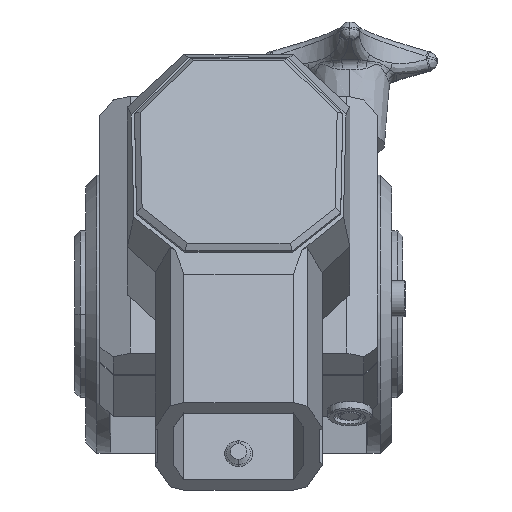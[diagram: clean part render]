
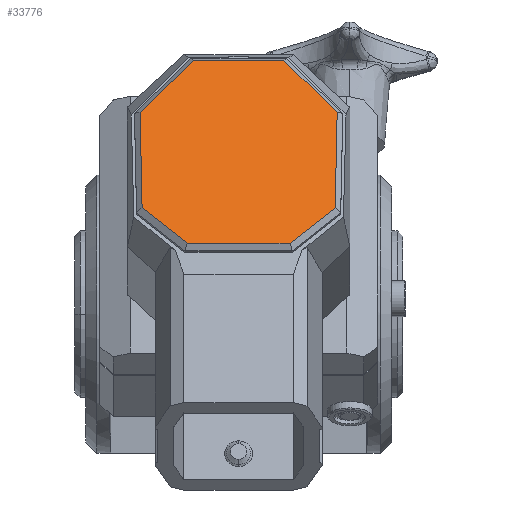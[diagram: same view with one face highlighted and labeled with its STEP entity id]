
A CAD part, front view. The second image highlights one B-rep face of the part: STEP entity #33776.
In plain terms, the highlighted face is planar.
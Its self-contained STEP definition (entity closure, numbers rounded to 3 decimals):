
#29217=DIRECTION('',(-0.682,0.,0.731));
#29218=VECTOR('',#29217,22.169);
#29219=CARTESIAN_POINT('',(38.95,0.,18.512));
#29220=LINE('',#29219,#29218);
#29224=DIRECTION('',(0.,0.,1.));
#29225=VECTOR('',#29224,37.024);
#29226=CARTESIAN_POINT('',(38.95,0.,-18.512));
#29227=LINE('',#29226,#29225);
#29231=DIRECTION('',(0.682,0.,0.731));
#29232=VECTOR('',#29231,22.169);
#29233=CARTESIAN_POINT('',(23.831,0.,-34.726));
#29234=LINE('',#29233,#29232);
#29238=DIRECTION('',(1.,0.,0.017));
#29239=VECTOR('',#29238,40.759);
#29240=CARTESIAN_POINT('',(-16.922,0.,-35.437));
#29241=LINE('',#29240,#29239);
#29245=DIRECTION('',(0.755,0.,-0.656));
#29246=VECTOR('',#29245,29.187);
#29247=CARTESIAN_POINT('',(-38.95,0.,-16.289));
#29248=LINE('',#29247,#29246);
#29252=DIRECTION('',(0.,0.,-1.));
#29253=VECTOR('',#29252,32.577);
#29254=CARTESIAN_POINT('',(-38.95,0.,16.289));
#29255=LINE('',#29254,#29253);
#29259=DIRECTION('',(-0.755,0.,-0.656));
#29260=VECTOR('',#29259,29.187);
#29261=CARTESIAN_POINT('',(-16.922,0.,35.437));
#29262=LINE('',#29261,#29260);
#29266=DIRECTION('',(-1.,0.,0.017));
#29267=VECTOR('',#29266,40.759);
#29268=CARTESIAN_POINT('',(23.831,0.,34.726));
#29269=LINE('',#29268,#29267);
#33725=CARTESIAN_POINT('',(38.95,0.,18.512));
#33726=CARTESIAN_POINT('',(23.831,0.,34.726));
#33727=VERTEX_POINT('',#33725);
#33728=VERTEX_POINT('',#33726);
#33729=CARTESIAN_POINT('',(-16.922,0.,35.437));
#33730=VERTEX_POINT('',#33729);
#33733=CARTESIAN_POINT('',(-38.95,0.,16.289));
#33734=VERTEX_POINT('',#33733);
#33739=CARTESIAN_POINT('',(-38.95,0.,-16.289));
#33740=VERTEX_POINT('',#33739);
#33743=CARTESIAN_POINT('',(-16.922,0.,-35.437));
#33744=VERTEX_POINT('',#33743);
#33747=CARTESIAN_POINT('',(23.831,0.,-34.726));
#33748=VERTEX_POINT('',#33747);
#33749=CARTESIAN_POINT('',(38.95,0.,-18.512));
#33750=VERTEX_POINT('',#33749);
#33753=CARTESIAN_POINT('',(0.,0.,0.));
#33754=DIRECTION('',(0.,1.,0.));
#33755=DIRECTION('',(1.,0.,0.));
#33756=AXIS2_PLACEMENT_3D('',#33753,#33754,#33755);
#33757=PLANE('',#33756);
#33759=ORIENTED_EDGE('',*,*,#33758,.F.);
#33761=ORIENTED_EDGE('',*,*,#33760,.F.);
#33763=ORIENTED_EDGE('',*,*,#33762,.F.);
#33765=ORIENTED_EDGE('',*,*,#33764,.F.);
#33767=ORIENTED_EDGE('',*,*,#33766,.F.);
#33769=ORIENTED_EDGE('',*,*,#33768,.F.);
#33771=ORIENTED_EDGE('',*,*,#33770,.F.);
#33773=ORIENTED_EDGE('',*,*,#33772,.F.);
#33774=EDGE_LOOP('',(#33759,#33761,#33763,#33765,#33767,#33769,#33771,#33773));
#33775=FACE_OUTER_BOUND('',#33774,.F.);
#33776=ADVANCED_FACE('',(#33775),#33757,.F.);
#33758=EDGE_CURVE('',#33727,#33728,#29220,.T.);
#33760=EDGE_CURVE('',#33750,#33727,#29227,.T.);
#33762=EDGE_CURVE('',#33748,#33750,#29234,.T.);
#33764=EDGE_CURVE('',#33744,#33748,#29241,.T.);
#33766=EDGE_CURVE('',#33740,#33744,#29248,.T.);
#33768=EDGE_CURVE('',#33734,#33740,#29255,.T.);
#33770=EDGE_CURVE('',#33730,#33734,#29262,.T.);
#33772=EDGE_CURVE('',#33728,#33730,#29269,.T.);
